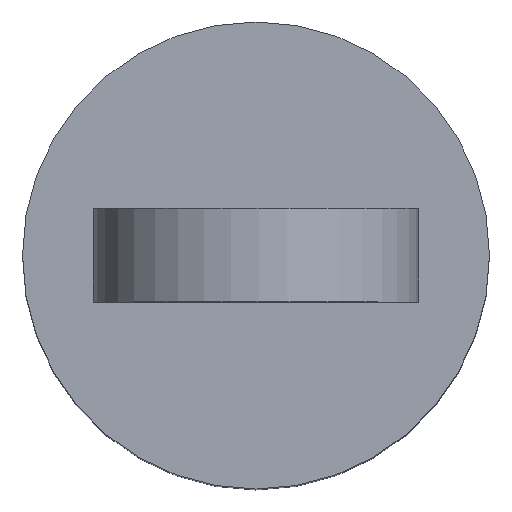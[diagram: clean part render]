
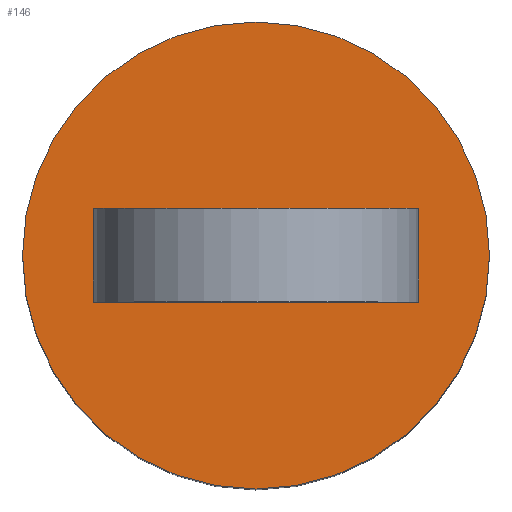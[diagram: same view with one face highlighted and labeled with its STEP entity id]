
A CAD part, top view. The second image highlights one B-rep face of the part: STEP entity #146.
In plain terms, the highlighted planar face has unit normal (0, 0, 1).
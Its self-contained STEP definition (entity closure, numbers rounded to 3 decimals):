
#57 = VERTEX_POINT('',#58);
#58 = CARTESIAN_POINT('',(-0.601,0.255,3.05));
#66 = VERTEX_POINT('',#67);
#67 = CARTESIAN_POINT('',(0.601,0.255,3.05));
#74 = EDGE_CURVE('',#66,#57,#75,.T.);
#75 = LINE('',#76,#77);
#76 = CARTESIAN_POINT('',(1.078,0.255,3.05));
#77 = VECTOR('',#78,1.);
#78 = DIRECTION('',(-1.,0.,0.));
#94 = VERTEX_POINT('',#95);
#95 = CARTESIAN_POINT('',(-0.601,-0.255,3.05));
#103 = VERTEX_POINT('',#104);
#104 = CARTESIAN_POINT('',(0.601,-0.255,3.05));
#111 = EDGE_CURVE('',#103,#94,#112,.T.);
#112 = LINE('',#113,#114);
#113 = CARTESIAN_POINT('',(1.078,-0.255,3.05));
#114 = VECTOR('',#115,1.);
#115 = DIRECTION('',(-1.,0.,0.));
#136 = EDGE_CURVE('',#94,#57,#137,.T.);
#137 = LINE('',#138,#139);
#138 = CARTESIAN_POINT('',(-0.601,0.255,3.05));
#139 = VECTOR('',#140,1.);
#140 = DIRECTION('',(0.,1.,0.));
#146 = ADVANCED_FACE('',(#147,#158),#169,.F.);
#147 = FACE_BOUND('',#148,.F.);
#148 = EDGE_LOOP('',(#149));
#149 = ORIENTED_EDGE('',*,*,#150,.F.);
#150 = EDGE_CURVE('',#151,#151,#153,.T.);
#151 = VERTEX_POINT('',#152);
#152 = CARTESIAN_POINT('',(1.27,0.,3.05));
#153 = CIRCLE('',#154,1.27);
#154 = AXIS2_PLACEMENT_3D('',#155,#156,#157);
#155 = CARTESIAN_POINT('',(0.,0.,3.05));
#156 = DIRECTION('',(0.,0.,1.));
#157 = DIRECTION('',(1.,0.,0.));
#158 = FACE_BOUND('',#159,.F.);
#159 = EDGE_LOOP('',(#160,#161,#167,#168));
#160 = ORIENTED_EDGE('',*,*,#111,.F.);
#161 = ORIENTED_EDGE('',*,*,#162,.T.);
#162 = EDGE_CURVE('',#103,#66,#163,.T.);
#163 = LINE('',#164,#165);
#164 = CARTESIAN_POINT('',(0.601,0.255,3.05));
#165 = VECTOR('',#166,1.);
#166 = DIRECTION('',(0.,1.,0.));
#167 = ORIENTED_EDGE('',*,*,#74,.T.);
#168 = ORIENTED_EDGE('',*,*,#136,.F.);
#169 = PLANE('',#170);
#170 = AXIS2_PLACEMENT_3D('',#171,#172,#173);
#171 = CARTESIAN_POINT('',(1.27,0.,3.05));
#172 = DIRECTION('',(0.,0.,-1.));
#173 = DIRECTION('',(-1.,0.,0.));
